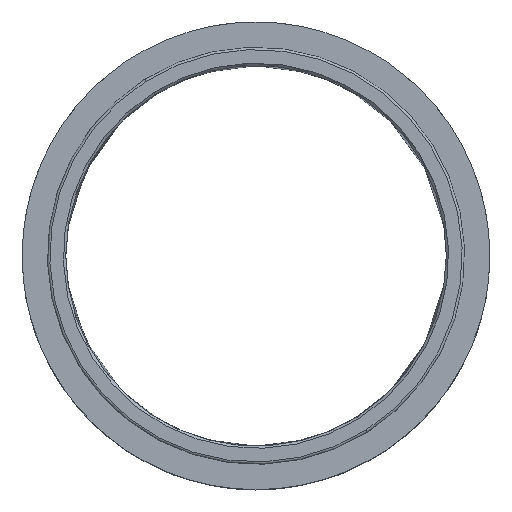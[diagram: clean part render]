
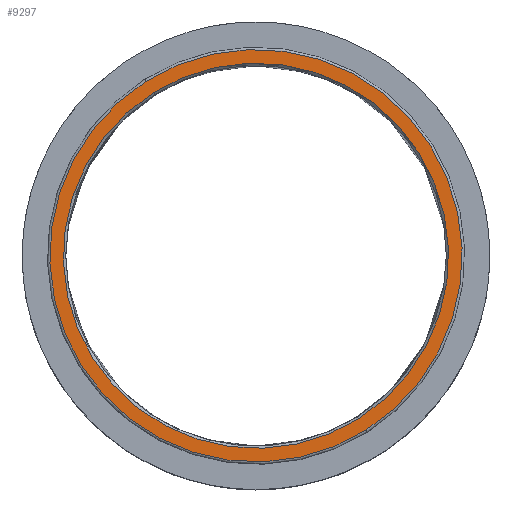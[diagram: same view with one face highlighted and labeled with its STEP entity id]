
A CAD part, top view. The second image highlights one B-rep face of the part: STEP entity #9297.
In plain terms, the highlighted planar face has unit normal (0, 0, 1).
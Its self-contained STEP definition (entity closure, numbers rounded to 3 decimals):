
#277 = CARTESIAN_POINT ( 'NONE',  ( 0., 0., 1000. ) ) ;
#1007 = EDGE_CURVE ( 'NONE', #9437, #6620, #8654, .T. ) ;
#1018 = ORIENTED_EDGE ( 'NONE', *, *, #11391, .F. ) ;
#1636 = EDGE_LOOP ( 'NONE', ( #20594, #1018 ) ) ;
#2780 = EDGE_CURVE ( 'NONE', #6620, #9437, #17530, .T. ) ;
#3461 = CIRCLE ( 'NONE', #17511, 867.1 ) ;
#4194 = VERTEX_POINT ( 'NONE', #6590 ) ;
#4547 = CARTESIAN_POINT ( 'NONE',  ( 0., 0., 1000. ) ) ;
#4646 = CARTESIAN_POINT ( 'NONE',  ( 0., 0., 1000. ) ) ;
#5420 = DIRECTION ( 'NONE',  ( -0.533, 0.846, 0. ) ) ;
#5728 = EDGE_CURVE ( 'NONE', #4194, #16818, #15687, .T. ) ;
#6590 = CARTESIAN_POINT ( 'NONE',  ( -461.753, 733.926, 1000. ) ) ;
#6620 = VERTEX_POINT ( 'NONE', #11585 ) ;
#6700 = DIRECTION ( 'NONE',  ( 1., 0., 0. ) ) ;
#8654 = CIRCLE ( 'NONE', #19359, 810. ) ;
#8720 = ORIENTED_EDGE ( 'NONE', *, *, #2780, .T. ) ;
#9297 = ADVANCED_FACE ( 'NONE', ( #22088, #11803 ), #13767, .T. ) ;
#9437 = VERTEX_POINT ( 'NONE', #11921 ) ;
#10461 = ORIENTED_EDGE ( 'NONE', *, *, #1007, .T. ) ;
#10508 = DIRECTION ( 'NONE',  ( 0., 0., -1. ) ) ;
#11391 = EDGE_CURVE ( 'NONE', #16818, #4194, #3461, .T. ) ;
#11585 = CARTESIAN_POINT ( 'NONE',  ( 431.346, -685.595, 1000. ) ) ;
#11719 = DIRECTION ( 'NONE',  ( 0., 0., -1. ) ) ;
#11803 = FACE_OUTER_BOUND ( 'NONE', #1636, .T. ) ;
#11921 = CARTESIAN_POINT ( 'NONE',  ( -431.346, 685.595, 1000. ) ) ;
#13292 = DIRECTION ( 'NONE',  ( 0., 0., -1. ) ) ;
#13766 = CARTESIAN_POINT ( 'NONE',  ( 461.753, -733.926, 1000. ) ) ;
#13767 = PLANE ( 'NONE',  #20117 ) ;
#14315 = DIRECTION ( 'NONE',  ( -0.533, 0.846, 0. ) ) ;
#15033 = CARTESIAN_POINT ( 'NONE',  ( 0., 0., 1000. ) ) ;
#15396 = DIRECTION ( 'NONE',  ( 0., 0., 1. ) ) ;
#15687 = CIRCLE ( 'NONE', #18617, 867.1 ) ;
#16818 = VERTEX_POINT ( 'NONE', #13766 ) ;
#17511 = AXIS2_PLACEMENT_3D ( 'NONE', #277, #10508, #14315 ) ;
#17530 = CIRCLE ( 'NONE', #21586, 810. ) ;
#18428 = DIRECTION ( 'NONE',  ( -0.533, 0.846, 0. ) ) ;
#18617 = AXIS2_PLACEMENT_3D ( 'NONE', #15033, #13292, #20338 ) ;
#19359 = AXIS2_PLACEMENT_3D ( 'NONE', #4646, #11719, #5420 ) ;
#20117 = AXIS2_PLACEMENT_3D ( 'NONE', #20706, #15396, #6700 ) ;
#20338 = DIRECTION ( 'NONE',  ( -0.533, 0.846, 0. ) ) ;
#20594 = ORIENTED_EDGE ( 'NONE', *, *, #5728, .F. ) ;
#20706 = CARTESIAN_POINT ( 'NONE',  ( 0., 0., 1000. ) ) ;
#21586 = AXIS2_PLACEMENT_3D ( 'NONE', #4547, #21907, #18428 ) ;
#21797 = EDGE_LOOP ( 'NONE', ( #8720, #10461 ) ) ;
#21907 = DIRECTION ( 'NONE',  ( 0., 0., -1. ) ) ;
#22088 = FACE_BOUND ( 'NONE', #21797, .T. ) ;
